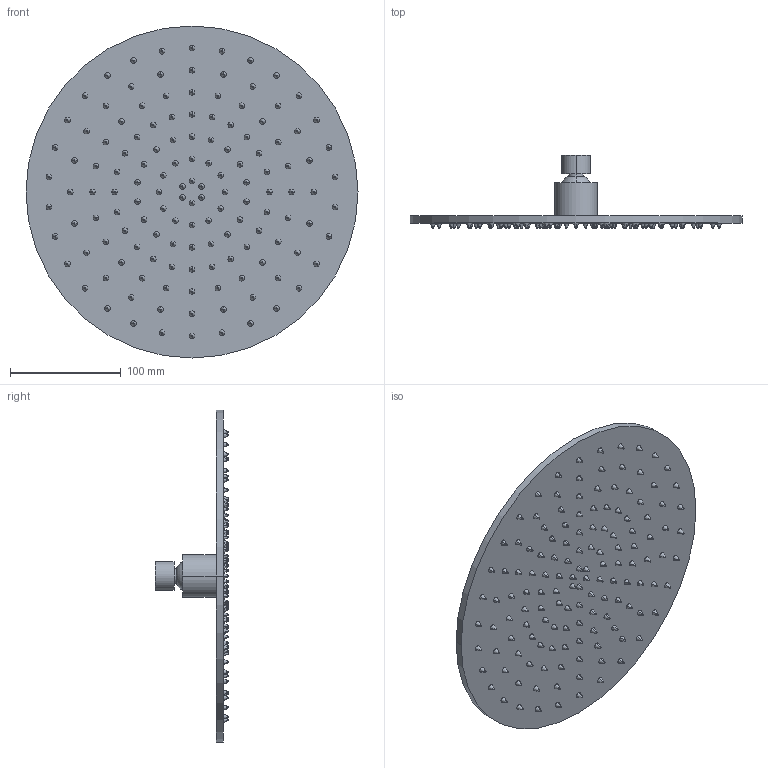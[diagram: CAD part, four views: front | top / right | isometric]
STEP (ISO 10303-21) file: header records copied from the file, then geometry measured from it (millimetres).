
FILE_DESCRIPTION((''),'2;1');
FILE_NAME('ZSOF079','2021-04-12T13:27:31',('ut3'),('PAFFONI SpA'),'CREO PARAMETRIC BY PTC INC, 2020044','CREO PARAMETRIC BY PTC INC, 2020044','');
FILE_SCHEMA(('CONFIG_CONTROL_DESIGN','SHAPE_APPEARANCE_LAYERS_GROUPS'));
Length unit declared in the file: millimetre
Products named in the file (1): ZSOF079
Bounding box: 300 x 66.5 x 300 mm (x, y, z)
Volume: 506533.7 mm3; surface area: 160732.3 mm2
Topology: 1 solids, 1 shells, 708 faces, 1414 edges, 850 vertices
Faces by surface type: cylinder 286, cone 276, plane 144, sphere 2
Entity records: 24582 total; most frequent: DIRECTION 3682, CARTESIAN_POINT 2972, ORIENTED_EDGE 2828, PRESENTATION_STYLE_ASSIGNMENT 1571, AXIS2_PLACEMENT_3D 1560, STYLED_ITEM 1415, CURVE_STYLE 1414, EDGE_CURVE 1414
